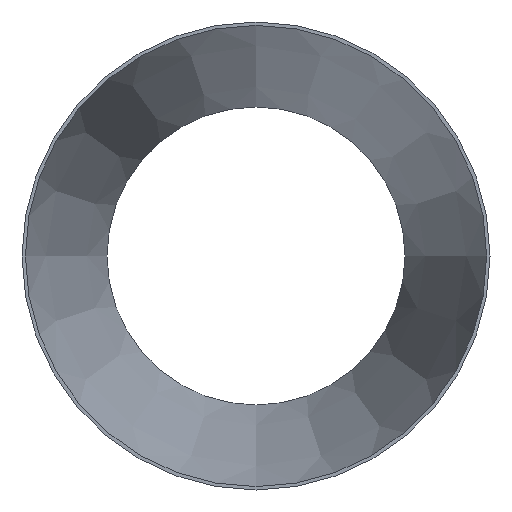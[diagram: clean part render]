
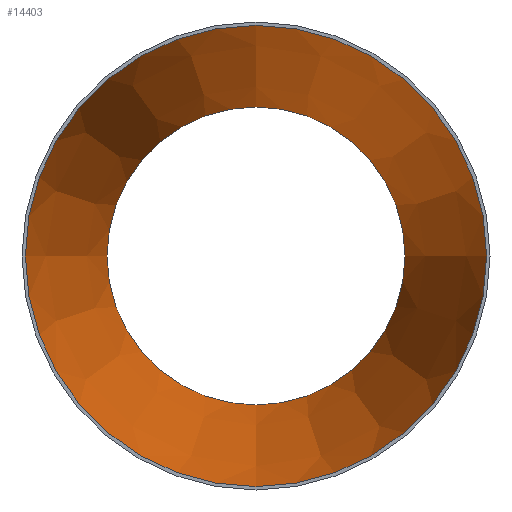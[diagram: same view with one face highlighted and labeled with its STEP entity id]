
A CAD part, front view. The second image highlights one B-rep face of the part: STEP entity #14403.
In plain terms, the highlighted conical face has half-angle 11.588 degrees and reference radius 206.438 mm.
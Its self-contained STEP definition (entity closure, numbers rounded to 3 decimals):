
#1159 = EDGE_LOOP ( 'NONE', ( #24318 ) ) ;
#1546 = EDGE_LOOP ( 'NONE', ( #16319 ) ) ;
#2274 = VERTEX_POINT ( 'NONE', #37597 ) ;
#6041 = CIRCLE ( 'NONE', #35781, 206.438 ) ;
#8074 = DIRECTION ( 'NONE',  ( 0., 0., -1. ) ) ;
#9990 = AXIS2_PLACEMENT_3D ( 'NONE', #15992, #36345, #18915 ) ;
#12691 = EDGE_CURVE ( 'NONE', #2274, #2274, #6041, .T. ) ;
#13907 = CARTESIAN_POINT ( 'NONE',  ( 0., 356., 0. ) ) ;
#14403 = ADVANCED_FACE ( 'NONE', ( #21286, #21999 ), #33534, .F. ) ;
#15992 = CARTESIAN_POINT ( 'NONE',  ( 0., 0., 0. ) ) ;
#16319 = ORIENTED_EDGE ( 'NONE', *, *, #20372, .F. ) ;
#16853 = VERTEX_POINT ( 'NONE', #28664 ) ;
#17514 = DIRECTION ( 'NONE',  ( 0., 0., -1. ) ) ;
#18915 = DIRECTION ( 'NONE',  ( 0., 0., -1. ) ) ;
#20372 = EDGE_CURVE ( 'NONE', #16853, #16853, #35780, .T. ) ;
#21286 = FACE_BOUND ( 'NONE', #1546, .T. ) ;
#21999 = FACE_OUTER_BOUND ( 'NONE', #1159, .T. ) ;
#23508 = CARTESIAN_POINT ( 'NONE',  ( 0., 0., 0. ) ) ;
#24318 = ORIENTED_EDGE ( 'NONE', *, *, #12691, .T. ) ;
#28664 = CARTESIAN_POINT ( 'NONE',  ( 0., 356., -133.438 ) ) ;
#29016 = DIRECTION ( 'NONE',  ( 0., -1., 0. ) ) ;
#33534 = CONICAL_SURFACE ( 'NONE', #9990, 206.438, 0.202 ) ;
#35349 = DIRECTION ( 'NONE',  ( 0., -1., 0. ) ) ;
#35780 = CIRCLE ( 'NONE', #38258, 133.438 ) ;
#35781 = AXIS2_PLACEMENT_3D ( 'NONE', #23508, #35349, #17514 ) ;
#36345 = DIRECTION ( 'NONE',  ( 0., -1., 0. ) ) ;
#37597 = CARTESIAN_POINT ( 'NONE',  ( 0., 0., -206.438 ) ) ;
#38258 = AXIS2_PLACEMENT_3D ( 'NONE', #13907, #29016, #8074 ) ;
